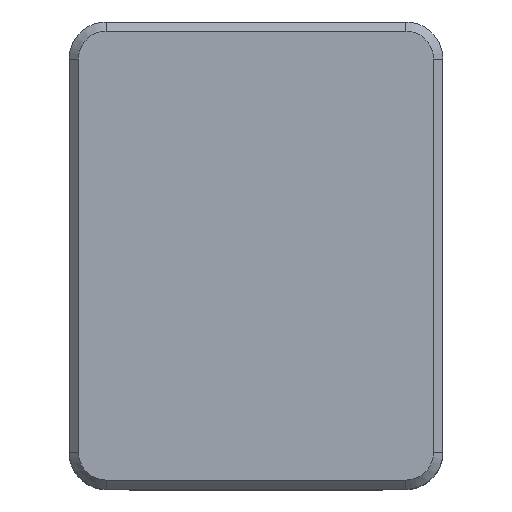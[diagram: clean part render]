
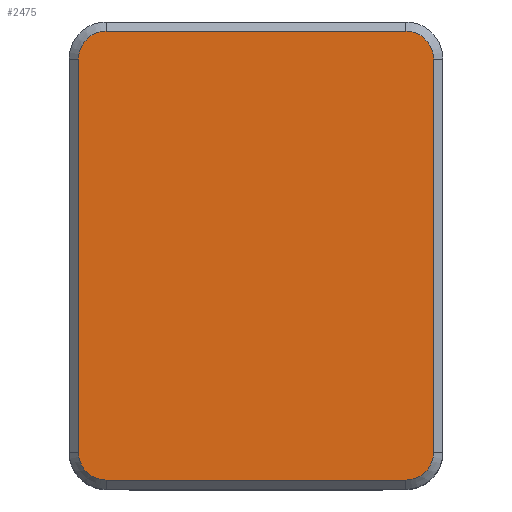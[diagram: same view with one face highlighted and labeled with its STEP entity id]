
A CAD part, top view. The second image highlights one B-rep face of the part: STEP entity #2475.
In plain terms, the highlighted planar face has unit normal (0, 0, 1).
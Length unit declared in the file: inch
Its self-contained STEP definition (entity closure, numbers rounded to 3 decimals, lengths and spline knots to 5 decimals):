
#20 = DIRECTION ( 'NONE',  ( -1., 0., 0. ) ) ;
#92 = EDGE_CURVE ( 'NONE', #1340, #953, #1797, .T. ) ;
#114 = CARTESIAN_POINT ( 'NONE',  ( -0.50492, 0.75615, 0.70209 ) ) ;
#123 = LINE ( 'NONE', #160, #1585 ) ;
#160 = CARTESIAN_POINT ( 'NONE',  ( 0.62992, -0.75615, 0.70209 ) ) ;
#189 = DIRECTION ( 'NONE',  ( -1., 0., 0. ) ) ;
#202 = EDGE_CURVE ( 'NONE', #2536, #2623, #123, .T. ) ;
#265 = LINE ( 'NONE', #1075, #1193 ) ;
#294 = VERTEX_POINT ( 'NONE', #410 ) ;
#327 = LINE ( 'NONE', #566, #1963 ) ;
#408 = ORIENTED_EDGE ( 'NONE', *, *, #2409, .T. ) ;
#410 = CARTESIAN_POINT ( 'NONE',  ( 0.59867, -0.6624, 0.70209 ) ) ;
#415 = CARTESIAN_POINT ( 'NONE',  ( -0.59867, 0.6624, 0.70209 ) ) ;
#448 = EDGE_CURVE ( 'NONE', #2623, #294, #2477, .T. ) ;
#459 = ORIENTED_EDGE ( 'NONE', *, *, #916, .T. ) ;
#461 = EDGE_CURVE ( 'NONE', #552, #1340, #265, .T. ) ;
#469 = CARTESIAN_POINT ( 'NONE',  ( -0.50492, 0.6624, 0.70209 ) ) ;
#552 = VERTEX_POINT ( 'NONE', #717 ) ;
#566 = CARTESIAN_POINT ( 'NONE',  ( -0.59867, 0.7874, 0.70209 ) ) ;
#579 = LINE ( 'NONE', #1554, #1677 ) ;
#697 = DIRECTION ( 'NONE',  ( -1., 0., 0. ) ) ;
#717 = CARTESIAN_POINT ( 'NONE',  ( 0.50492, 0.75615, 0.70209 ) ) ;
#898 = AXIS2_PLACEMENT_3D ( 'NONE', #1149, #1586, #2632 ) ;
#913 = ORIENTED_EDGE ( 'NONE', *, *, #448, .T. ) ;
#916 = EDGE_CURVE ( 'NONE', #294, #2277, #579, .T. ) ;
#921 = DIRECTION ( 'NONE',  ( 1., 0., 0. ) ) ;
#930 = DIRECTION ( 'NONE',  ( 0., -1., 0. ) ) ;
#949 = EDGE_CURVE ( 'NONE', #1434, #2536, #1927, .T. ) ;
#953 = VERTEX_POINT ( 'NONE', #415 ) ;
#1002 = ORIENTED_EDGE ( 'NONE', *, *, #202, .T. ) ;
#1058 = AXIS2_PLACEMENT_3D ( 'NONE', #469, #1695, #697 ) ;
#1075 = CARTESIAN_POINT ( 'NONE',  ( -0.50492, 0.75615, 0.70209 ) ) ;
#1123 = EDGE_LOOP ( 'NONE', ( #1470, #1765, #1421, #1544, #1002, #913, #459, #408 ) ) ;
#1149 = CARTESIAN_POINT ( 'NONE',  ( 0.50492, 0.6624, 0.70209 ) ) ;
#1168 = CARTESIAN_POINT ( 'NONE',  ( 0.59867, 0.6624, 0.70209 ) ) ;
#1181 = CARTESIAN_POINT ( 'NONE',  ( -0.59867, -0.6624, 0.70209 ) ) ;
#1193 = VECTOR ( 'NONE', #1311, 39.37008 ) ;
#1244 = CARTESIAN_POINT ( 'NONE',  ( -0.50492, -0.75615, 0.70209 ) ) ;
#1284 = DIRECTION ( 'NONE',  ( -1., 0., 0. ) ) ;
#1311 = DIRECTION ( 'NONE',  ( -1., 0., 0. ) ) ;
#1315 = EDGE_CURVE ( 'NONE', #953, #1434, #327, .T. ) ;
#1340 = VERTEX_POINT ( 'NONE', #114 ) ;
#1367 = FACE_OUTER_BOUND ( 'NONE', #1123, .T. ) ;
#1419 = AXIS2_PLACEMENT_3D ( 'NONE', #1574, #1815, #189 ) ;
#1421 = ORIENTED_EDGE ( 'NONE', *, *, #1315, .T. ) ;
#1434 = VERTEX_POINT ( 'NONE', #1181 ) ;
#1458 = AXIS2_PLACEMENT_3D ( 'NONE', #1615, #1654, #20 ) ;
#1470 = ORIENTED_EDGE ( 'NONE', *, *, #461, .T. ) ;
#1544 = ORIENTED_EDGE ( 'NONE', *, *, #949, .T. ) ;
#1554 = CARTESIAN_POINT ( 'NONE',  ( 0.59867, 0.7874, 0.70209 ) ) ;
#1574 = CARTESIAN_POINT ( 'NONE',  ( 0.62992, 0.7874, 0.70209 ) ) ;
#1585 = VECTOR ( 'NONE', #921, 39.37008 ) ;
#1586 = DIRECTION ( 'NONE',  ( 0., 0., 1. ) ) ;
#1615 = CARTESIAN_POINT ( 'NONE',  ( -0.50492, -0.6624, 0.70209 ) ) ;
#1654 = DIRECTION ( 'NONE',  ( 0., 0., 1. ) ) ;
#1677 = VECTOR ( 'NONE', #1959, 39.37008 ) ;
#1695 = DIRECTION ( 'NONE',  ( 0., 0., 1. ) ) ;
#1703 = CARTESIAN_POINT ( 'NONE',  ( 0.50492, -0.6624, 0.70209 ) ) ;
#1721 = CIRCLE ( 'NONE', #898, 0.09375 ) ;
#1765 = ORIENTED_EDGE ( 'NONE', *, *, #92, .T. ) ;
#1797 = CIRCLE ( 'NONE', #1058, 0.09375 ) ;
#1802 = AXIS2_PLACEMENT_3D ( 'NONE', #1703, #2295, #1284 ) ;
#1815 = DIRECTION ( 'NONE',  ( 0., 0., -1. ) ) ;
#1927 = CIRCLE ( 'NONE', #1458, 0.09375 ) ;
#1959 = DIRECTION ( 'NONE',  ( 0., 1., 0. ) ) ;
#1963 = VECTOR ( 'NONE', #930, 39.37008 ) ;
#2266 = CARTESIAN_POINT ( 'NONE',  ( 0.50492, -0.75615, 0.70209 ) ) ;
#2277 = VERTEX_POINT ( 'NONE', #1168 ) ;
#2295 = DIRECTION ( 'NONE',  ( 0., 0., 1. ) ) ;
#2409 = EDGE_CURVE ( 'NONE', #2277, #552, #1721, .T. ) ;
#2475 = ADVANCED_FACE ( 'NONE', ( #1367 ), #2581, .F. ) ;
#2477 = CIRCLE ( 'NONE', #1802, 0.09375 ) ;
#2536 = VERTEX_POINT ( 'NONE', #1244 ) ;
#2581 = PLANE ( 'NONE',  #1419 ) ;
#2623 = VERTEX_POINT ( 'NONE', #2266 ) ;
#2632 = DIRECTION ( 'NONE',  ( -1., 0., 0. ) ) ;
